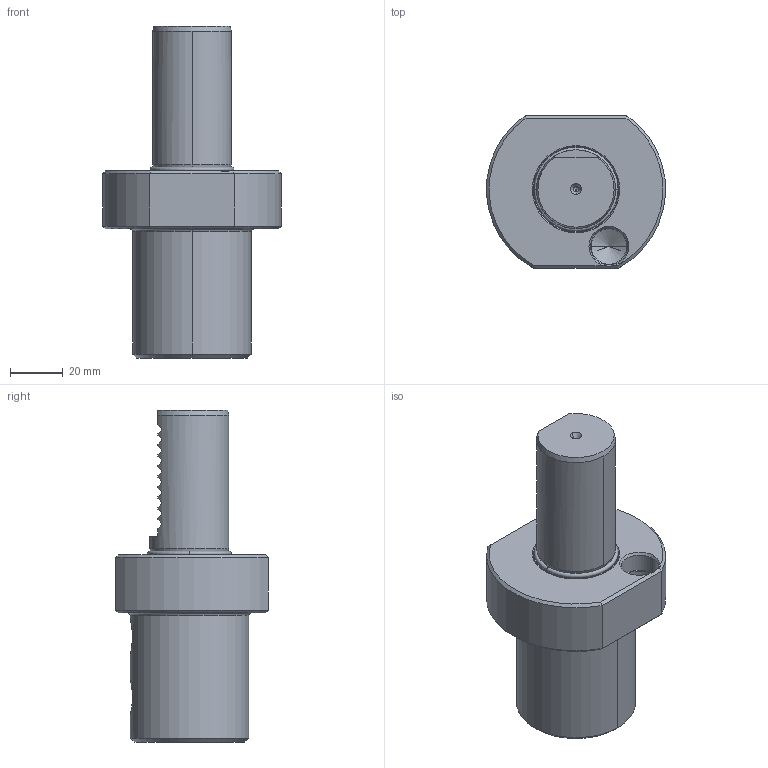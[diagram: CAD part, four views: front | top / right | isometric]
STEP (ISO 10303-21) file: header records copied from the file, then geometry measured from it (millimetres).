
FILE_DESCRIPTION((''),'2;1');
FILE_NAME('309_51_25','2020-09-29T',('101107'),(''),'CREO PARAMETRIC BY PTC INC, 2016260','CREO PARAMETRIC BY PTC INC, 2016260','');
FILE_SCHEMA(('CONFIG_CONTROL_DESIGN'));
Length unit declared in the file: millimetre
Products named in the file (1): 309_51_25
Bounding box: 67.89 x 58 x 126 mm (x, y, z)
Volume: 154522.3 mm3; surface area: 29896.6 mm2
Topology: 1 solids, 1 shells, 174 faces, 435 edges, 269 vertices
Faces by surface type: plane 73, cone 55, cylinder 36, torus 10
Entity records: 5675 total; most frequent: CARTESIAN_POINT 1662, ORIENTED_EDGE 858, DIRECTION 784, EDGE_CURVE 429, AXIS2_PLACEMENT_3D 310, VERTEX_POINT 269, EDGE_LOOP 188, FACE_OUTER_BOUND 174
